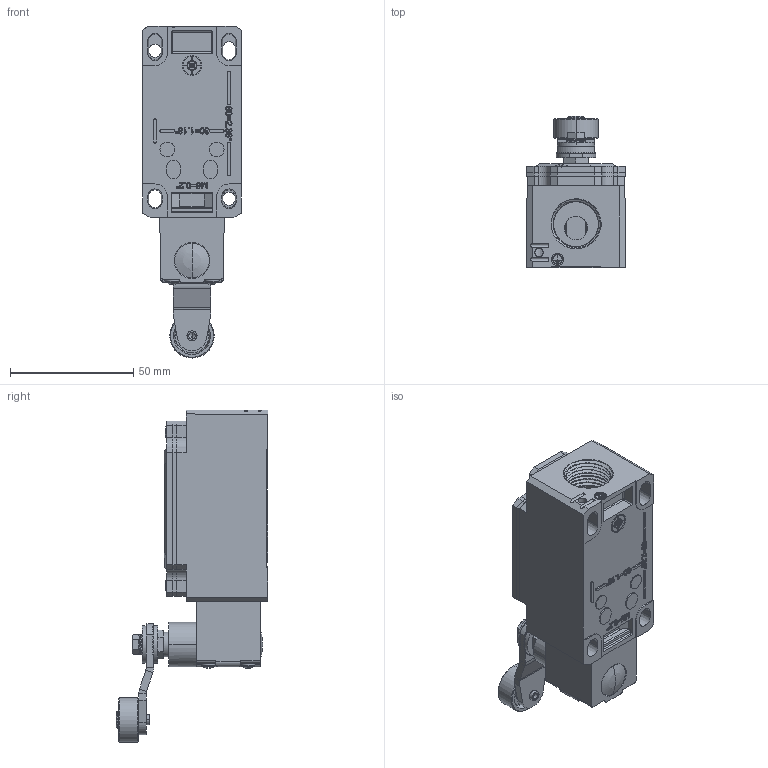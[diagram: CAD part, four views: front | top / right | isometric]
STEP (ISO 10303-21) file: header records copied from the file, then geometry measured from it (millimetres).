
FILE_DESCRIPTION((''),'2;1');
FILE_NAME('212889_ASM','2019-09-30T13:54:38',('pdmadmin'),('BANNER ENGINEERING'),'CREO PARAMETRIC BY PTC INC, 2018300','CREO PARAMETRIC BY PTC INC, 2018300','');
FILE_SCHEMA(('CONFIG_CONTROL_DESIGN'));
Products named in the file (5): BREP_WITH_VOIDS_104228; MANIFOLD_SOLID_BREP_108690; 6187135123_1_ASM; 93044---SI-LM40LA18D_ASM; 212889_ASM
Assembly tree (4 placements, depth 4):
  212889_ASM
    93044---SI-LM40LA18D_ASM
      6187135123_1_ASM
        BREP_WITH_VOIDS_104228
        MANIFOLD_SOLID_BREP_108690
Bounding box: 40 x 61.35 x 134.5 mm (x, y, z)
Volume: 61738.6 mm3; surface area: 50243 mm2
Topology: 2 solids, 4 shells, 2330 faces, 6473 edges, 4091 vertices
Faces by surface type: plane 1332, cylinder 372, extrusion 318, cone 145, bspline 67, torus 52, sphere 44
Entity records: 81486 total; most frequent: CARTESIAN_POINT 23940, ORIENTED_EDGE 12810, DIRECTION 10489, EDGE_CURVE 6405, VERTEX_POINT 4091, VECTOR 4073, LINE 3755, AXIS2_PLACEMENT_3D 3208
